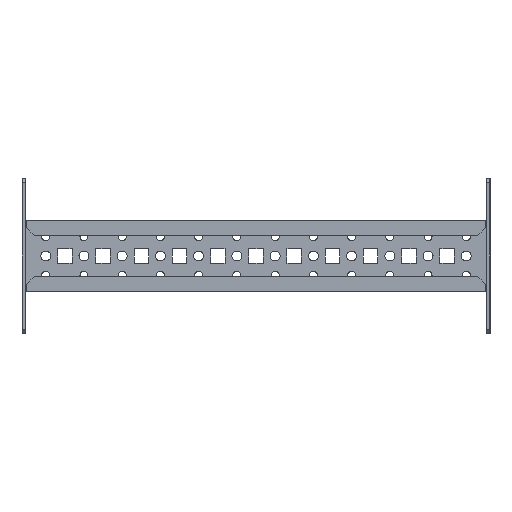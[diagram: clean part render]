
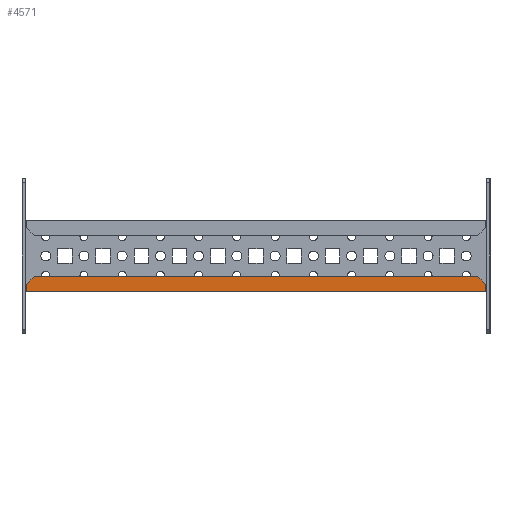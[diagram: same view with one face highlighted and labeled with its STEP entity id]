
A CAD part, front view. The second image highlights one B-rep face of the part: STEP entity #4571.
In plain terms, the highlighted planar face has unit normal (0, -1, 0).
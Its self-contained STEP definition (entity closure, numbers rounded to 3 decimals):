
#473 = ORIENTED_EDGE ( 'NONE', *, *, #1900, .T. ) ;
#1168 = VERTEX_POINT ( 'NONE', #19508 ) ;
#1617 = EDGE_CURVE ( 'NONE', #24122, #11856, #20065, .T. ) ;
#1801 = EDGE_CURVE ( 'NONE', #3786, #11856, #3818, .T. ) ;
#1900 = EDGE_CURVE ( 'NONE', #3786, #1168, #5261, .T. ) ;
#1959 = DIRECTION ( 'NONE',  ( 0., 0., -1. ) ) ;
#2183 = DIRECTION ( 'NONE',  ( 0., 0., -1. ) ) ;
#2384 = ORIENTED_EDGE ( 'NONE', *, *, #10161, .T. ) ;
#2418 = VECTOR ( 'NONE', #10367, 1000. ) ;
#2858 = PLANE ( 'NONE',  #6717 ) ;
#3219 = VECTOR ( 'NONE', #12569, 1000. ) ;
#3401 = DIRECTION ( 'NONE',  ( 0., 0., -1. ) ) ;
#3786 = VERTEX_POINT ( 'NONE', #6786 ) ;
#3818 = LINE ( 'NONE', #5694, #4042 ) ;
#4025 = VECTOR ( 'NONE', #14757, 1000. ) ;
#4042 = VECTOR ( 'NONE', #2183, 1000. ) ;
#4571 = ADVANCED_FACE ( 'NONE', ( #21741 ), #2858, .F. ) ;
#4846 = CARTESIAN_POINT ( 'NONE',  ( -150., -94., -18.5 ) ) ;
#4913 = LINE ( 'NONE', #18551, #9361 ) ;
#4940 = CARTESIAN_POINT ( 'NONE',  ( 0., -94., -23. ) ) ;
#4963 = ORIENTED_EDGE ( 'NONE', *, *, #6683, .T. ) ;
#5261 = LINE ( 'NONE', #11403, #4025 ) ;
#5694 = CARTESIAN_POINT ( 'NONE',  ( 150., -94., 0. ) ) ;
#5733 = EDGE_CURVE ( 'NONE', #22018, #15725, #15992, .T. ) ;
#6251 = EDGE_LOOP ( 'NONE', ( #17393, #4963, #2384, #18236, #23024, #10240, #473, #19050 ) ) ;
#6683 = EDGE_CURVE ( 'NONE', #15725, #19497, #6724, .T. ) ;
#6717 = AXIS2_PLACEMENT_3D ( 'NONE', #10504, #15745, #12126 ) ;
#6724 = LINE ( 'NONE', #4846, #24423 ) ;
#6786 = CARTESIAN_POINT ( 'NONE',  ( 150., -94., -20. ) ) ;
#6801 = EDGE_CURVE ( 'NONE', #15671, #24122, #17092, .T. ) ;
#8845 = CARTESIAN_POINT ( 'NONE',  ( -150., -94., -20. ) ) ;
#8974 = CARTESIAN_POINT ( 'NONE',  ( -145., -94., -13.5 ) ) ;
#9361 = VECTOR ( 'NONE', #3401, 1000. ) ;
#10084 = CARTESIAN_POINT ( 'NONE',  ( -150., -94., -23. ) ) ;
#10161 = EDGE_CURVE ( 'NONE', #19497, #15671, #4913, .T. ) ;
#10240 = ORIENTED_EDGE ( 'NONE', *, *, #1801, .F. ) ;
#10367 = DIRECTION ( 'NONE',  ( -1., 0., 0. ) ) ;
#10504 = CARTESIAN_POINT ( 'NONE',  ( 0., -94., 0. ) ) ;
#11229 = CARTESIAN_POINT ( 'NONE',  ( -150., -94., -20. ) ) ;
#11403 = CARTESIAN_POINT ( 'NONE',  ( 150., -94., 0. ) ) ;
#11856 = VERTEX_POINT ( 'NONE', #13621 ) ;
#11918 = CARTESIAN_POINT ( 'NONE',  ( 145., -94., -13.5 ) ) ;
#12126 = DIRECTION ( 'NONE',  ( 0., 0., -1. ) ) ;
#12569 = DIRECTION ( 'NONE',  ( 1., 0., 0. ) ) ;
#13621 = CARTESIAN_POINT ( 'NONE',  ( 150., -94., -23. ) ) ;
#14757 = DIRECTION ( 'NONE',  ( 0., 0., 1. ) ) ;
#14893 = EDGE_CURVE ( 'NONE', #1168, #22018, #16908, .T. ) ;
#15671 = VERTEX_POINT ( 'NONE', #8845 ) ;
#15725 = VERTEX_POINT ( 'NONE', #8974 ) ;
#15745 = DIRECTION ( 'NONE',  ( 0., 1., 0. ) ) ;
#15992 = LINE ( 'NONE', #19856, #2418 ) ;
#16908 = LINE ( 'NONE', #20390, #18089 ) ;
#17092 = LINE ( 'NONE', #11229, #20437 ) ;
#17393 = ORIENTED_EDGE ( 'NONE', *, *, #5733, .T. ) ;
#18089 = VECTOR ( 'NONE', #22526, 1000. ) ;
#18236 = ORIENTED_EDGE ( 'NONE', *, *, #6801, .T. ) ;
#18551 = CARTESIAN_POINT ( 'NONE',  ( -150., -94., 0. ) ) ;
#19050 = ORIENTED_EDGE ( 'NONE', *, *, #14893, .T. ) ;
#19497 = VERTEX_POINT ( 'NONE', #19567 ) ;
#19508 = CARTESIAN_POINT ( 'NONE',  ( 150., -94., -18.5 ) ) ;
#19567 = CARTESIAN_POINT ( 'NONE',  ( -150., -94., -18.5 ) ) ;
#19856 = CARTESIAN_POINT ( 'NONE',  ( 0., -94., -13.5 ) ) ;
#20065 = LINE ( 'NONE', #4940, #3219 ) ;
#20103 = DIRECTION ( 'NONE',  ( -0.707, 0., -0.707 ) ) ;
#20390 = CARTESIAN_POINT ( 'NONE',  ( 145., -94., -13.5 ) ) ;
#20437 = VECTOR ( 'NONE', #1959, 1000. ) ;
#21741 = FACE_OUTER_BOUND ( 'NONE', #6251, .T. ) ;
#22018 = VERTEX_POINT ( 'NONE', #11918 ) ;
#22526 = DIRECTION ( 'NONE',  ( -0.707, 0., 0.707 ) ) ;
#23024 = ORIENTED_EDGE ( 'NONE', *, *, #1617, .T. ) ;
#24122 = VERTEX_POINT ( 'NONE', #10084 ) ;
#24423 = VECTOR ( 'NONE', #20103, 1000. ) ;
